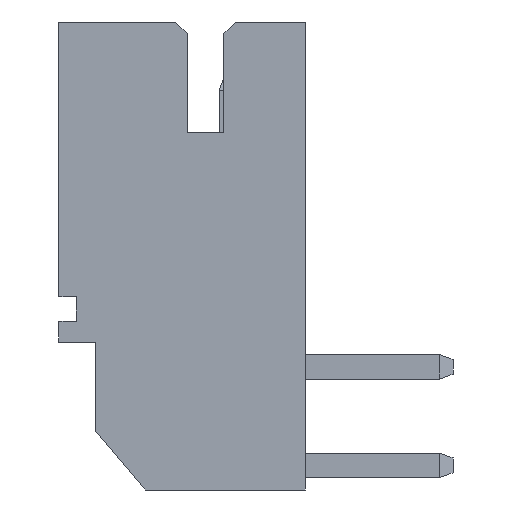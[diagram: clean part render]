
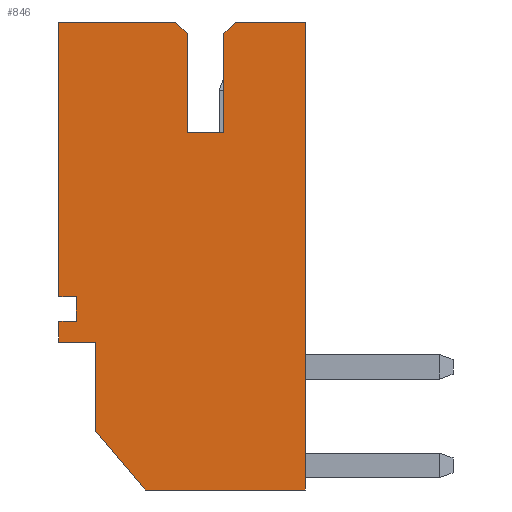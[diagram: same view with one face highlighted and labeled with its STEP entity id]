
A CAD part, left-side view. The second image highlights one B-rep face of the part: STEP entity #846.
In plain terms, the highlighted face is planar.
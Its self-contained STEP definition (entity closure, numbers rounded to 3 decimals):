
#1 = LINE ( 'NONE', #1791, #1045 ) ;
#10 = LINE ( 'NONE', #1827, #617 ) ;
#18 = VERTEX_POINT ( 'NONE', #5206 ) ;
#39 = ORIENTED_EDGE ( 'NONE', *, *, #1134, .F. ) ;
#113 = LINE ( 'NONE', #3184, #4862 ) ;
#130 = EDGE_CURVE ( 'NONE', #3133, #5798, #4540, .T. ) ;
#197 = VECTOR ( 'NONE', #2984, 1000. ) ;
#199 = DIRECTION ( 'NONE',  ( 0., 0., -1. ) ) ;
#224 = AXIS2_PLACEMENT_3D ( 'NONE', #3415, #2993, #5271 ) ;
#321 = VECTOR ( 'NONE', #2940, 1000. ) ;
#346 = DIRECTION ( 'NONE',  ( 0., -0.766, -0.643 ) ) ;
#355 = CARTESIAN_POINT ( 'NONE',  ( 7.95, 4.25, -0.1 ) ) ;
#399 = DIRECTION ( 'NONE',  ( 0., 0., -1. ) ) ;
#541 = VERTEX_POINT ( 'NONE', #4029 ) ;
#559 = VECTOR ( 'NONE', #4196, 1000. ) ;
#567 = VECTOR ( 'NONE', #1160, 1000. ) ;
#574 = ORIENTED_EDGE ( 'NONE', *, *, #1388, .F. ) ;
#579 = VERTEX_POINT ( 'NONE', #2250 ) ;
#606 = CARTESIAN_POINT ( 'NONE',  ( 7.95, 6.275, -0.85 ) ) ;
#617 = VECTOR ( 'NONE', #399, 1000. ) ;
#629 = DIRECTION ( 'NONE',  ( 0., -1., 0. ) ) ;
#639 = CARTESIAN_POINT ( 'NONE',  ( 7.95, 0., 2.5 ) ) ;
#736 = EDGE_CURVE ( 'NONE', #1733, #1144, #5570, .T. ) ;
#751 = ORIENTED_EDGE ( 'NONE', *, *, #2110, .T. ) ;
#778 = CARTESIAN_POINT ( 'NONE',  ( 7.95, 0.425, 2.5 ) ) ;
#786 = CARTESIAN_POINT ( 'NONE',  ( 7.95, -1.808, 1.75 ) ) ;
#803 = CARTESIAN_POINT ( 'NONE',  ( 7.95, 6.5, 2.5 ) ) ;
#810 = EDGE_CURVE ( 'NONE', #5098, #3195, #4822, .T. ) ;
#815 = ORIENTED_EDGE ( 'NONE', *, *, #810, .F. ) ;
#846 = ADVANCED_FACE ( 'NONE', ( #3469 ), #5768, .F. ) ;
#879 = CARTESIAN_POINT ( 'NONE',  ( 7.95, 0., 2.5 ) ) ;
#947 = CARTESIAN_POINT ( 'NONE',  ( 7.95, 0., 1.75 ) ) ;
#1014 = CARTESIAN_POINT ( 'NONE',  ( 7.95, 6.5, 2.5 ) ) ;
#1045 = VECTOR ( 'NONE', #3166, 1000. ) ;
#1134 = EDGE_CURVE ( 'NONE', #3195, #541, #1916, .T. ) ;
#1144 = VERTEX_POINT ( 'NONE', #3754 ) ;
#1147 = CARTESIAN_POINT ( 'NONE',  ( 7.95, 6.275, -0.85 ) ) ;
#1160 = DIRECTION ( 'NONE',  ( 0., -1., 0. ) ) ;
#1163 = CARTESIAN_POINT ( 'NONE',  ( 7.95, 4.25, -0.85 ) ) ;
#1388 = EDGE_CURVE ( 'NONE', #5345, #4354, #1710, .T. ) ;
#1392 = CARTESIAN_POINT ( 'NONE',  ( 7.95, 0.425, 2.15 ) ) ;
#1420 = LINE ( 'NONE', #947, #4858 ) ;
#1432 = VECTOR ( 'NONE', #3196, 1000. ) ;
#1466 = DIRECTION ( 'NONE',  ( 0., -1., 0. ) ) ;
#1627 = DIRECTION ( 'NONE',  ( 0., 0., -1. ) ) ;
#1699 = ORIENTED_EDGE ( 'NONE', *, *, #130, .T. ) ;
#1710 = LINE ( 'NONE', #5788, #1432 ) ;
#1733 = VERTEX_POINT ( 'NONE', #879 ) ;
#1791 = CARTESIAN_POINT ( 'NONE',  ( 7.95, 6.275, -0.1 ) ) ;
#1827 = CARTESIAN_POINT ( 'NONE',  ( 7.95, 6.5, 2.5 ) ) ;
#1843 = ORIENTED_EDGE ( 'NONE', *, *, #4084, .F. ) ;
#1916 = LINE ( 'NONE', #606, #559 ) ;
#1927 = LINE ( 'NONE', #2372, #4527 ) ;
#1955 = LINE ( 'NONE', #5153, #2119 ) ;
#2068 = VECTOR ( 'NONE', #3734, 1000. ) ;
#2110 = EDGE_CURVE ( 'NONE', #18, #3533, #3351, .T. ) ;
#2113 = CARTESIAN_POINT ( 'NONE',  ( 7.95, 6.5, -2.5 ) ) ;
#2119 = VECTOR ( 'NONE', #199, 1000. ) ;
#2150 = VERTEX_POINT ( 'NONE', #3326 ) ;
#2221 = DIRECTION ( 'NONE',  ( 0., -0.707, -0.707 ) ) ;
#2250 = CARTESIAN_POINT ( 'NONE',  ( 7.95, 6.275, -0.1 ) ) ;
#2289 = VERTEX_POINT ( 'NONE', #5329 ) ;
#2372 = CARTESIAN_POINT ( 'NONE',  ( 7.95, 6.5, -2.5 ) ) ;
#2381 = ORIENTED_EDGE ( 'NONE', *, *, #3444, .T. ) ;
#2390 = VERTEX_POINT ( 'NONE', #778 ) ;
#2396 = EDGE_CURVE ( 'NONE', #541, #5489, #3872, .T. ) ;
#2470 = VECTOR ( 'NONE', #5246, 1000. ) ;
#2695 = EDGE_CURVE ( 'NONE', #4354, #3533, #4635, .T. ) ;
#2738 = CARTESIAN_POINT ( 'NONE',  ( 7.95, -3., 0.75 ) ) ;
#2885 = LINE ( 'NONE', #1014, #2068 ) ;
#2940 = DIRECTION ( 'NONE',  ( 0., 0., -1. ) ) ;
#2984 = DIRECTION ( 'NONE',  ( 0., 0., 1. ) ) ;
#2993 = DIRECTION ( 'NONE',  ( -1., 0., 0. ) ) ;
#3063 = VECTOR ( 'NONE', #5747, 1000. ) ;
#3133 = VERTEX_POINT ( 'NONE', #4774 ) ;
#3166 = DIRECTION ( 'NONE',  ( 0., -1., 0. ) ) ;
#3184 = CARTESIAN_POINT ( 'NONE',  ( 7.95, 6.5, 0.125 ) ) ;
#3195 = VERTEX_POINT ( 'NONE', #1147 ) ;
#3196 = DIRECTION ( 'NONE',  ( 0., 1., 0. ) ) ;
#3291 = CARTESIAN_POINT ( 'NONE',  ( 7.95, 6.5, 2.5 ) ) ;
#3320 = ORIENTED_EDGE ( 'NONE', *, *, #5164, .F. ) ;
#3326 = CARTESIAN_POINT ( 'NONE',  ( 7.95, 4.25, -0.1 ) ) ;
#3351 = LINE ( 'NONE', #3291, #567 ) ;
#3385 = CARTESIAN_POINT ( 'NONE',  ( 7.95, -3., -2.5 ) ) ;
#3413 = VECTOR ( 'NONE', #346, 1000. ) ;
#3415 = CARTESIAN_POINT ( 'NONE',  ( 7.95, 6.5, 2.5 ) ) ;
#3421 = CARTESIAN_POINT ( 'NONE',  ( 7.95, 0.925, 2.5 ) ) ;
#3424 = EDGE_LOOP ( 'NONE', ( #751, #3462, #574, #5668, #2381, #4297, #3712, #4590, #1699, #4285, #4077, #39, #815, #4958, #1843, #5563, #3320 ) ) ;
#3444 = EDGE_CURVE ( 'NONE', #2390, #1733, #2885, .T. ) ;
#3462 = ORIENTED_EDGE ( 'NONE', *, *, #2695, .F. ) ;
#3469 = FACE_OUTER_BOUND ( 'NONE', #3424, .T. ) ;
#3515 = CARTESIAN_POINT ( 'NONE',  ( 7.95, 0.925, 2.5 ) ) ;
#3533 = VERTEX_POINT ( 'NONE', #3421 ) ;
#3589 = EDGE_CURVE ( 'NONE', #5511, #3133, #4826, .T. ) ;
#3712 = ORIENTED_EDGE ( 'NONE', *, *, #5285, .T. ) ;
#3734 = DIRECTION ( 'NONE',  ( 0., -1., 0. ) ) ;
#3754 = CARTESIAN_POINT ( 'NONE',  ( 7.95, 0., 1.75 ) ) ;
#3872 = LINE ( 'NONE', #803, #4894 ) ;
#4029 = CARTESIAN_POINT ( 'NONE',  ( 7.95, 6.5, -1.075 ) ) ;
#4077 = ORIENTED_EDGE ( 'NONE', *, *, #2396, .F. ) ;
#4084 = EDGE_CURVE ( 'NONE', #579, #2150, #1, .T. ) ;
#4097 = DIRECTION ( 'NONE',  ( 0., 0., -1. ) ) ;
#4196 = DIRECTION ( 'NONE',  ( 0., 0.707, -0.707 ) ) ;
#4285 = ORIENTED_EDGE ( 'NONE', *, *, #4591, .F. ) ;
#4297 = ORIENTED_EDGE ( 'NONE', *, *, #736, .T. ) ;
#4342 = CARTESIAN_POINT ( 'NONE',  ( 7.95, 4.25, -0.85 ) ) ;
#4354 = VERTEX_POINT ( 'NONE', #5721 ) ;
#4398 = VECTOR ( 'NONE', #4097, 1000. ) ;
#4527 = VECTOR ( 'NONE', #1466, 1000. ) ;
#4540 = LINE ( 'NONE', #2738, #4398 ) ;
#4590 = ORIENTED_EDGE ( 'NONE', *, *, #3589, .T. ) ;
#4591 = EDGE_CURVE ( 'NONE', #5489, #5798, #1927, .T. ) ;
#4635 = LINE ( 'NONE', #3515, #197 ) ;
#4709 = CARTESIAN_POINT ( 'NONE',  ( 7.95, -1.808, 1.75 ) ) ;
#4774 = CARTESIAN_POINT ( 'NONE',  ( 7.95, -3., 0.75 ) ) ;
#4822 = LINE ( 'NONE', #1163, #2470 ) ;
#4826 = LINE ( 'NONE', #786, #3413 ) ;
#4858 = VECTOR ( 'NONE', #629, 1000. ) ;
#4862 = VECTOR ( 'NONE', #2221, 1000. ) ;
#4894 = VECTOR ( 'NONE', #1627, 1000. ) ;
#4958 = ORIENTED_EDGE ( 'NONE', *, *, #5432, .F. ) ;
#5098 = VERTEX_POINT ( 'NONE', #4342 ) ;
#5153 = CARTESIAN_POINT ( 'NONE',  ( 7.95, 0.425, 2.5 ) ) ;
#5164 = EDGE_CURVE ( 'NONE', #18, #2289, #10, .T. ) ;
#5206 = CARTESIAN_POINT ( 'NONE',  ( 7.95, 6.5, 2.5 ) ) ;
#5246 = DIRECTION ( 'NONE',  ( 0., 1., 0. ) ) ;
#5271 = DIRECTION ( 'NONE',  ( 0., 0., 1. ) ) ;
#5285 = EDGE_CURVE ( 'NONE', #1144, #5511, #1420, .T. ) ;
#5329 = CARTESIAN_POINT ( 'NONE',  ( 7.95, 6.5, 0.125 ) ) ;
#5345 = VERTEX_POINT ( 'NONE', #1392 ) ;
#5432 = EDGE_CURVE ( 'NONE', #2150, #5098, #5590, .T. ) ;
#5489 = VERTEX_POINT ( 'NONE', #2113 ) ;
#5511 = VERTEX_POINT ( 'NONE', #4709 ) ;
#5563 = ORIENTED_EDGE ( 'NONE', *, *, #5724, .F. ) ;
#5570 = LINE ( 'NONE', #639, #321 ) ;
#5590 = LINE ( 'NONE', #355, #3063 ) ;
#5668 = ORIENTED_EDGE ( 'NONE', *, *, #5804, .F. ) ;
#5721 = CARTESIAN_POINT ( 'NONE',  ( 7.95, 0.925, 2.15 ) ) ;
#5724 = EDGE_CURVE ( 'NONE', #2289, #579, #113, .T. ) ;
#5747 = DIRECTION ( 'NONE',  ( 0., 0., -1. ) ) ;
#5768 = PLANE ( 'NONE',  #224 ) ;
#5788 = CARTESIAN_POINT ( 'NONE',  ( 7.95, 0.925, 2.15 ) ) ;
#5798 = VERTEX_POINT ( 'NONE', #3385 ) ;
#5804 = EDGE_CURVE ( 'NONE', #2390, #5345, #1955, .T. ) ;
